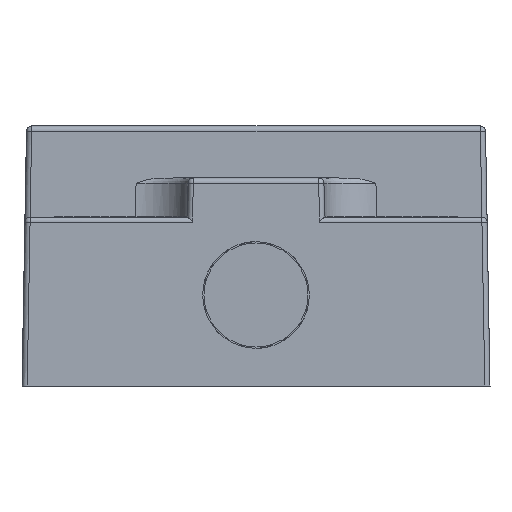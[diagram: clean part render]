
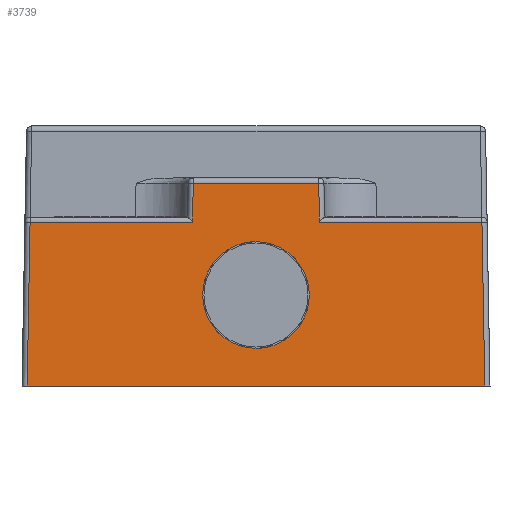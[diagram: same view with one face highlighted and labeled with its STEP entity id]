
A CAD part, front view. The second image highlights one B-rep face of the part: STEP entity #3739.
In plain terms, the highlighted planar face has unit normal (0, -1, 0.018).
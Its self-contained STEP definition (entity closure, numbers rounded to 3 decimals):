
#603=DIRECTION('',(1.,0.,0.));
#604=VECTOR('',#603,17.6);
#605=CARTESIAN_POINT('',(-19.6,14.243,-10.));
#606=LINE('',#605,#604);
#639=CARTESIAN_POINT('',(-19.6,14.243,-10.));
#1070=DIRECTION('',(-1.,0.,0.));
#1071=VECTOR('',#1070,4.828);
#1072=CARTESIAN_POINT('',(-8.386,14.379,
-2.197));
#1073=LINE('',#1072,#1071);
#1166=DIRECTION('',(-1.,0.,0.));
#1167=VECTOR('',#1166,6.25);
#1168=CARTESIAN_POINT('',(-2.11,14.353,
-3.697));
#1169=LINE('',#1168,#1167);
#1170=CARTESIAN_POINT('',(-8.36,14.353,
-3.697));
#1179=DIRECTION('',(0.017,0.017,1.));
#1180=VECTOR('',#1179,6.305);
#1181=CARTESIAN_POINT('',(-19.6,14.243,-10.));
#1182=LINE('',#1181,#1180);
#1183=DIRECTION('',(0.017,0.017,1.));
#1184=VECTOR('',#1183,1.5);
#1185=CARTESIAN_POINT('',(-13.24,14.353,
-3.697));
#1186=LINE('',#1185,#1184);
#1187=DIRECTION('',(0.017,-0.017,-1.));
#1188=VECTOR('',#1187,1.5);
#1189=CARTESIAN_POINT('',(-8.386,14.379,
-2.197));
#1190=LINE('',#1189,#1188);
#1191=DIRECTION('',(0.017,-0.017,-1.));
#1192=VECTOR('',#1191,6.305);
#1193=CARTESIAN_POINT('',(-2.11,14.353,
-3.697));
#1194=LINE('',#1193,#1192);
#1199=DIRECTION('',(-1.,0.,0.));
#1200=VECTOR('',#1199,6.25);
#1201=CARTESIAN_POINT('',(-13.24,14.353,
-3.697));
#1202=LINE('',#1201,#1200);
#1350=CARTESIAN_POINT('',(-10.8,14.34,
-4.45));
#1351=CARTESIAN_POINT('',(-10.655,14.34,
-4.45));
#1352=CARTESIAN_POINT('',(-10.373,14.339,
-4.48));
#1353=CARTESIAN_POINT('',(-9.961,14.337,
-4.613));
#1354=CARTESIAN_POINT('',(-9.587,14.333,
-4.829));
#1355=CARTESIAN_POINT('',(-9.269,14.328,
-5.115));
#1356=CARTESIAN_POINT('',(-9.013,14.322,
-5.464));
#1357=CARTESIAN_POINT('',(-8.837,14.315,
-5.859));
#1358=CARTESIAN_POINT('',(-8.747,14.308,
-6.282));
#1359=CARTESIAN_POINT('',(-8.746,14.3,
-6.713));
#1360=CARTESIAN_POINT('',(-8.835,14.293,
-7.135));
#1361=CARTESIAN_POINT('',(-9.01,14.286,
-7.529));
#1362=CARTESIAN_POINT('',(-9.263,14.28,
-7.879));
#1363=CARTESIAN_POINT('',(-9.581,14.275,
-8.167));
#1364=CARTESIAN_POINT('',(-9.957,14.271,
-8.386));
#1365=CARTESIAN_POINT('',(-10.371,14.269,
-8.52));
#1366=CARTESIAN_POINT('',(-10.655,14.268,
-8.55));
#1367=CARTESIAN_POINT('',(-10.8,14.268,
-8.55));
#1378=CARTESIAN_POINT('',(-10.8,14.268,
-8.55));
#1379=CARTESIAN_POINT('',(-10.945,14.268,
-8.55));
#1380=CARTESIAN_POINT('',(-11.227,14.269,
-8.52));
#1381=CARTESIAN_POINT('',(-11.639,14.271,
-8.387));
#1382=CARTESIAN_POINT('',(-12.013,14.275,
-8.171));
#1383=CARTESIAN_POINT('',(-12.331,14.28,
-7.885));
#1384=CARTESIAN_POINT('',(-12.587,14.286,
-7.536));
#1385=CARTESIAN_POINT('',(-12.763,14.293,
-7.141));
#1386=CARTESIAN_POINT('',(-12.854,14.3,
-6.718));
#1387=CARTESIAN_POINT('',(-12.854,14.308,
-6.287));
#1388=CARTESIAN_POINT('',(-12.765,14.315,
-5.865));
#1389=CARTESIAN_POINT('',(-12.59,14.322,
-5.471));
#1390=CARTESIAN_POINT('',(-12.337,14.328,
-5.121));
#1391=CARTESIAN_POINT('',(-12.019,14.333,
-4.833));
#1392=CARTESIAN_POINT('',(-11.643,14.337,
-4.614));
#1393=CARTESIAN_POINT('',(-11.229,14.339,
-4.48));
#1394=CARTESIAN_POINT('',(-10.945,14.34,
-4.45));
#1395=CARTESIAN_POINT('',(-10.8,14.34,
-4.45));
#1735=VERTEX_POINT('',#639);
#1737=CARTESIAN_POINT('',(-2.,14.243,-10.));
#1738=VERTEX_POINT('',#1737);
#2061=CARTESIAN_POINT('',(-13.214,14.379,
-2.197));
#2062=VERTEX_POINT('',#2061);
#2063=CARTESIAN_POINT('',(-13.24,14.353,
-3.697));
#2064=VERTEX_POINT('',#2063);
#2065=CARTESIAN_POINT('',(-8.386,14.379,
-2.197));
#2066=VERTEX_POINT('',#2065);
#2071=VERTEX_POINT('',#1170);
#2100=CARTESIAN_POINT('',(-19.49,14.353,
-3.697));
#2101=VERTEX_POINT('',#2100);
#2102=CARTESIAN_POINT('',(-2.11,14.353,
-3.697));
#2103=VERTEX_POINT('',#2102);
#2104=VERTEX_POINT('',#1350);
#2105=VERTEX_POINT('',#1367);
#3716=CARTESIAN_POINT('',(-10.8,14.243,-10.));
#3717=DIRECTION('',(0.,1.,-0.017));
#3718=DIRECTION('',(0.,0.017,1.));
#3719=AXIS2_PLACEMENT_3D('',#3716,#3717,#3718);
#3720=PLANE('',#3719);
#3721=ORIENTED_EDGE('',*,*,#2938,.T.);
#3723=ORIENTED_EDGE('',*,*,#3722,.F.);
#3724=ORIENTED_EDGE('',*,*,#3522,.T.);
#3725=ORIENTED_EDGE('',*,*,#3549,.F.);
#3726=ORIENTED_EDGE('',*,*,#3577,.T.);
#3727=ORIENTED_EDGE('',*,*,#3707,.F.);
#3729=ORIENTED_EDGE('',*,*,#3728,.T.);
#3730=ORIENTED_EDGE('',*,*,#2893,.F.);
#3731=EDGE_LOOP('',(#3721,#3723,#3724,#3725,#3726,#3727,#3729,#3730));
#3732=FACE_OUTER_BOUND('',#3731,.F.);
#3734=ORIENTED_EDGE('',*,*,#3733,.F.);
#3736=ORIENTED_EDGE('',*,*,#3735,.F.);
#3737=EDGE_LOOP('',(#3734,#3736));
#3738=FACE_BOUND('',#3737,.F.);
#3739=ADVANCED_FACE('',(#3732,#3738),#3720,.F.);
#1368=B_SPLINE_CURVE_WITH_KNOTS('',3,(#1350,#1351,#1352,#1353,#1354,#1355,#1356,
#1357,#1358,#1359,#1360,#1361,#1362,#1363,#1364,#1365,#1366,#1367),
.UNSPECIFIED.,.F.,.F.,(4,1,1,1,1,1,1,1,1,1,1,1,1,1,1,4),(0.,0.067,
0.133,0.2,0.267,0.333,0.4,
0.467,0.533,0.6,0.667,0.733,
0.8,0.867,0.933,1.),.UNSPECIFIED.);
#1396=B_SPLINE_CURVE_WITH_KNOTS('',3,(#1378,#1379,#1380,#1381,#1382,#1383,#1384,
#1385,#1386,#1387,#1388,#1389,#1390,#1391,#1392,#1393,#1394,#1395),
.UNSPECIFIED.,.F.,.F.,(4,1,1,1,1,1,1,1,1,1,1,1,1,1,1,4),(0.,0.067,
0.133,0.2,0.267,0.333,0.4,
0.467,0.533,0.6,0.667,0.733,
0.8,0.867,0.933,1.),.UNSPECIFIED.);
#2893=EDGE_CURVE('',#1735,#1738,#606,.T.);
#2938=EDGE_CURVE('',#1735,#2101,#1182,.T.);
#3522=EDGE_CURVE('',#2064,#2062,#1186,.T.);
#3549=EDGE_CURVE('',#2066,#2062,#1073,.T.);
#3577=EDGE_CURVE('',#2066,#2071,#1190,.T.);
#3707=EDGE_CURVE('',#2103,#2071,#1169,.T.);
#3722=EDGE_CURVE('',#2064,#2101,#1202,.T.);
#3728=EDGE_CURVE('',#2103,#1738,#1194,.T.);
#3733=EDGE_CURVE('',#2104,#2105,#1368,.T.);
#3735=EDGE_CURVE('',#2105,#2104,#1396,.T.);
